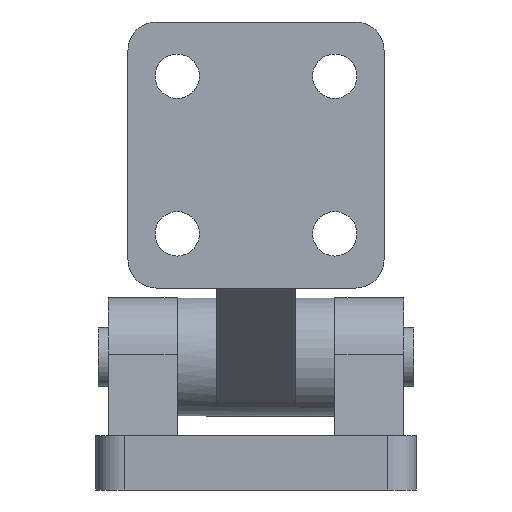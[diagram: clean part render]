
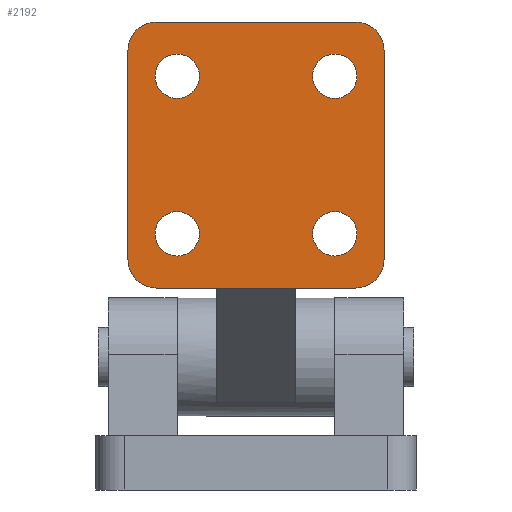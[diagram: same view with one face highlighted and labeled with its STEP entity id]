
A CAD part, left-side view. The second image highlights one B-rep face of the part: STEP entity #2192.
In plain terms, the highlighted face is planar.
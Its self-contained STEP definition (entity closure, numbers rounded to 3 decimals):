
#1491=CARTESIAN_POINT('',(21.25,-26.0,0.0));
#1492=VERTEX_POINT('',#1491);
#1499=CARTESIAN_POINT('',(27.0,-20.25,0.0));
#1500=VERTEX_POINT('',#1499);
#1501=CARTESIAN_POINT('',(21.25,-20.25,0.0));
#1502=DIRECTION('',(0.0,0.0,1.));
#1503=DIRECTION('',(0.707,-0.707,0.0));
#1504=AXIS2_PLACEMENT_3D('',#1501,#1502,#1503);
#1505=CIRCLE('',#1504,5.75);
#1506=EDGE_CURVE('',#1492,#1500,#1505,.T.);
#1531=CARTESIAN_POINT('',(-21.25,-26.0,0.0));
#1532=VERTEX_POINT('',#1531);
#1539=CARTESIAN_POINT('',(21.25,-26.0,0.0));
#1540=DIRECTION('',(-1.0,0.0,0.0));
#1541=VECTOR('',#1540,42.5);
#1542=LINE('',#1539,#1541);
#1543=EDGE_CURVE('',#1492,#1532,#1542,.T.);
#1627=CARTESIAN_POINT('',(-21.25,26.0,0.0));
#1628=VERTEX_POINT('',#1627);
#1635=CARTESIAN_POINT('',(-27.0,20.25,0.0));
#1636=VERTEX_POINT('',#1635);
#1637=CARTESIAN_POINT('',(-21.25,20.25,0.0));
#1638=DIRECTION('',(0.0,0.0,1.));
#1639=DIRECTION('',(-0.707,0.707,0.0));
#1640=AXIS2_PLACEMENT_3D('',#1637,#1638,#1639);
#1641=CIRCLE('',#1640,5.75);
#1642=EDGE_CURVE('',#1628,#1636,#1641,.T.);
#1667=CARTESIAN_POINT('',(21.25,26.0,0.0));
#1668=VERTEX_POINT('',#1667);
#1675=CARTESIAN_POINT('',(-21.25,26.0,0.0));
#1676=DIRECTION('',(1.0,0.0,0.0));
#1677=VECTOR('',#1676,42.5);
#1678=LINE('',#1675,#1677);
#1679=EDGE_CURVE('',#1628,#1668,#1678,.T.);
#1753=CARTESIAN_POINT('',(27.0,20.25,0.0));
#1754=VERTEX_POINT('',#1753);
#1761=CARTESIAN_POINT('',(21.25,20.25,0.0));
#1762=DIRECTION('',(0.0,0.0,1.));
#1763=DIRECTION('',(0.707,0.707,0.0));
#1764=AXIS2_PLACEMENT_3D('',#1761,#1762,#1763);
#1765=CIRCLE('',#1764,5.75);
#1766=EDGE_CURVE('',#1754,#1668,#1765,.T.);
#1778=CARTESIAN_POINT('',(-27.0,-20.25,0.0));
#1779=VERTEX_POINT('',#1778);
#1786=CARTESIAN_POINT('',(-21.25,-20.25,0.0));
#1787=DIRECTION('',(0.0,0.0,1.));
#1788=DIRECTION('',(-0.707,-0.707,0.0));
#1789=AXIS2_PLACEMENT_3D('',#1786,#1787,#1788);
#1790=CIRCLE('',#1789,5.75);
#1791=EDGE_CURVE('',#1779,#1532,#1790,.T.);
#1803=CARTESIAN_POINT('',(-27.0,-20.25,0.0));
#1804=DIRECTION('',(0.0,1.0,0.0));
#1805=VECTOR('',#1804,40.5);
#1806=LINE('',#1803,#1805);
#1807=EDGE_CURVE('',#1779,#1636,#1806,.T.);
#2008=CARTESIAN_POINT('',(-20.5,-16.0,0.0));
#2009=VERTEX_POINT('',#2008);
#2010=CARTESIAN_POINT('',(-16.0,-16.0,0.0));
#2011=DIRECTION('',(0.0,0.0,1.0));
#2012=DIRECTION('',(1.0,0.0,0.0));
#2013=AXIS2_PLACEMENT_3D('',#2010,#2011,#2012);
#2014=CIRCLE('',#2013,4.5);
#2015=EDGE_CURVE('',#2009,#2009,#2014,.T.);
#2049=CARTESIAN_POINT('',(11.5,16.0,0.0));
#2050=VERTEX_POINT('',#2049);
#2051=CARTESIAN_POINT('',(16.0,16.0,0.0));
#2052=DIRECTION('',(0.0,0.0,1.0));
#2053=DIRECTION('',(1.0,0.0,0.0));
#2054=AXIS2_PLACEMENT_3D('',#2051,#2052,#2053);
#2055=CIRCLE('',#2054,4.5);
#2056=EDGE_CURVE('',#2050,#2050,#2055,.T.);
#2090=CARTESIAN_POINT('',(11.5,-16.0,0.0));
#2091=VERTEX_POINT('',#2090);
#2092=CARTESIAN_POINT('',(16.0,-16.0,0.0));
#2093=DIRECTION('',(0.0,0.0,1.0));
#2094=DIRECTION('',(1.0,0.0,0.0));
#2095=AXIS2_PLACEMENT_3D('',#2092,#2093,#2094);
#2096=CIRCLE('',#2095,4.5);
#2097=EDGE_CURVE('',#2091,#2091,#2096,.T.);
#2131=CARTESIAN_POINT('',(-20.5,16.0,0.0));
#2132=VERTEX_POINT('',#2131);
#2133=CARTESIAN_POINT('',(-16.0,16.0,0.0));
#2134=DIRECTION('',(0.0,0.0,1.0));
#2135=DIRECTION('',(1.0,0.0,0.0));
#2136=AXIS2_PLACEMENT_3D('',#2133,#2134,#2135);
#2137=CIRCLE('',#2136,4.5);
#2138=EDGE_CURVE('',#2132,#2132,#2137,.T.);
#2152=CARTESIAN_POINT('',(27.0,20.25,0.0));
#2153=DIRECTION('',(0.0,-1.0,0.0));
#2154=VECTOR('',#2153,40.5);
#2155=LINE('',#2152,#2154);
#2156=EDGE_CURVE('',#1754,#1500,#2155,.T.);
#2165=CARTESIAN_POINT('',(0.0,0.,0.0));
#2166=DIRECTION('',(0.0,0.0,1.0));
#2167=DIRECTION('',(1.0,0.0,0.0));
#2168=AXIS2_PLACEMENT_3D('',#2165,#2166,#2167);
#2169=PLANE('',#2168);
#2170=ORIENTED_EDGE('',*,*,#1506,.F.);
#2171=ORIENTED_EDGE('',*,*,#1543,.T.);
#2172=ORIENTED_EDGE('',*,*,#1791,.F.);
#2173=ORIENTED_EDGE('',*,*,#1807,.T.);
#2174=ORIENTED_EDGE('',*,*,#1642,.F.);
#2175=ORIENTED_EDGE('',*,*,#1679,.T.);
#2176=ORIENTED_EDGE('',*,*,#1766,.F.);
#2177=ORIENTED_EDGE('',*,*,#2156,.T.);
#2178=EDGE_LOOP('',(#2170,#2171,#2172,#2173,#2174,#2175,#2176,#2177));
#2179=FACE_OUTER_BOUND('',#2178,.T.);
#2180=ORIENTED_EDGE('',*,*,#2015,.T.);
#2181=EDGE_LOOP('',(#2180));
#2182=FACE_BOUND('',#2181,.T.);
#2183=ORIENTED_EDGE('',*,*,#2056,.T.);
#2184=EDGE_LOOP('',(#2183));
#2185=FACE_BOUND('',#2184,.T.);
#2186=ORIENTED_EDGE('',*,*,#2097,.T.);
#2187=EDGE_LOOP('',(#2186));
#2188=FACE_BOUND('',#2187,.T.);
#2189=ORIENTED_EDGE('',*,*,#2138,.T.);
#2190=EDGE_LOOP('',(#2189));
#2191=FACE_BOUND('',#2190,.T.);
#2192=ADVANCED_FACE('',(#2179,#2182,#2185,#2188,#2191),#2169,.F.);
